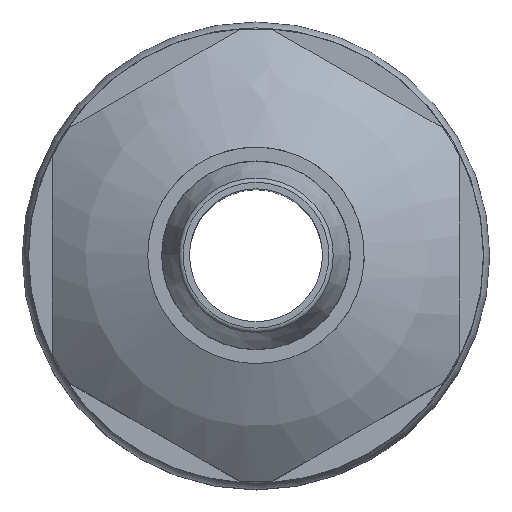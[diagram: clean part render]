
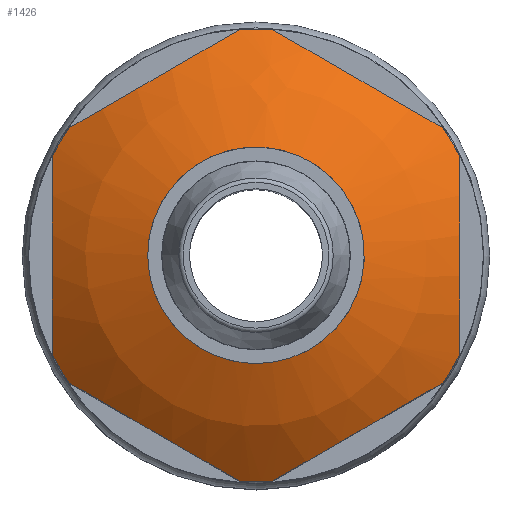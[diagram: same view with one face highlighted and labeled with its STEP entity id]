
A CAD part, top view. The second image highlights one B-rep face of the part: STEP entity #1426.
In plain terms, the highlighted spherical face has radius 15.8 mm.
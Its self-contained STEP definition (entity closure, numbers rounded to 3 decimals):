
#18=SPHERICAL_SURFACE('',#1611,15.8);
#299=CIRCLE('',#1612,5.05);
#300=CIRCLE('',#1613,10.55);
#301=CIRCLE('',#1614,12.625);
#302=CIRCLE('',#1615,10.55);
#303=CIRCLE('',#1616,12.625);
#304=CIRCLE('',#1617,10.55);
#305=CIRCLE('',#1618,12.625);
#306=CIRCLE('',#1619,10.55);
#307=CIRCLE('',#1620,12.625);
#308=CIRCLE('',#1621,10.55);
#309=CIRCLE('',#1622,12.625);
#310=CIRCLE('',#1623,10.55);
#311=CIRCLE('',#1624,12.625);
#586=ORIENTED_EDGE('',*,*,#845,.T.);
#587=ORIENTED_EDGE('',*,*,#846,.F.);
#588=ORIENTED_EDGE('',*,*,#847,.T.);
#589=ORIENTED_EDGE('',*,*,#848,.F.);
#590=ORIENTED_EDGE('',*,*,#849,.T.);
#591=ORIENTED_EDGE('',*,*,#850,.F.);
#592=ORIENTED_EDGE('',*,*,#851,.T.);
#593=ORIENTED_EDGE('',*,*,#852,.F.);
#594=ORIENTED_EDGE('',*,*,#853,.T.);
#595=ORIENTED_EDGE('',*,*,#854,.F.);
#596=ORIENTED_EDGE('',*,*,#855,.T.);
#597=ORIENTED_EDGE('',*,*,#856,.F.);
#598=ORIENTED_EDGE('',*,*,#857,.T.);
#845=EDGE_CURVE('',#1001,#1001,#299,.T.);
#846=EDGE_CURVE('',#1002,#1003,#300,.T.);
#847=EDGE_CURVE('',#1002,#1004,#301,.F.);
#848=EDGE_CURVE('',#1005,#1004,#302,.T.);
#849=EDGE_CURVE('',#1005,#1006,#303,.F.);
#850=EDGE_CURVE('',#1007,#1006,#304,.T.);
#851=EDGE_CURVE('',#1007,#1008,#305,.F.);
#852=EDGE_CURVE('',#1009,#1008,#306,.T.);
#853=EDGE_CURVE('',#1009,#1010,#307,.F.);
#854=EDGE_CURVE('',#1011,#1010,#308,.T.);
#855=EDGE_CURVE('',#1011,#1012,#309,.F.);
#856=EDGE_CURVE('',#1013,#1012,#310,.T.);
#857=EDGE_CURVE('',#1013,#1003,#311,.F.);
#1001=VERTEX_POINT('',#2473);
#1002=VERTEX_POINT('',#2475);
#1003=VERTEX_POINT('',#2476);
#1004=VERTEX_POINT('',#2478);
#1005=VERTEX_POINT('',#2480);
#1006=VERTEX_POINT('',#2482);
#1007=VERTEX_POINT('',#2484);
#1008=VERTEX_POINT('',#2486);
#1009=VERTEX_POINT('',#2488);
#1010=VERTEX_POINT('',#2490);
#1011=VERTEX_POINT('',#2492);
#1012=VERTEX_POINT('',#2494);
#1013=VERTEX_POINT('',#2496);
#1172=EDGE_LOOP('',(#586));
#1173=EDGE_LOOP('',(#587,#588,#589,#590,#591,#592,#593,#594,#595,#596,#597,
#598));
#1304=FACE_BOUND('',#1172,.T.);
#1305=FACE_BOUND('',#1173,.T.);
#1426=ADVANCED_FACE('',(#1304,#1305),#18,.T.);
#1611=AXIS2_PLACEMENT_3D('',#2471,#1963,#1964);
#1612=AXIS2_PLACEMENT_3D('',#2472,#1965,#1966);
#1613=AXIS2_PLACEMENT_3D('',#2474,#1967,#1968);
#1614=AXIS2_PLACEMENT_3D('',#2477,#1969,#1970);
#1615=AXIS2_PLACEMENT_3D('',#2479,#1971,#1972);
#1616=AXIS2_PLACEMENT_3D('',#2481,#1973,#1974);
#1617=AXIS2_PLACEMENT_3D('',#2483,#1975,#1976);
#1618=AXIS2_PLACEMENT_3D('',#2485,#1977,#1978);
#1619=AXIS2_PLACEMENT_3D('',#2487,#1979,#1980);
#1620=AXIS2_PLACEMENT_3D('',#2489,#1981,#1982);
#1621=AXIS2_PLACEMENT_3D('',#2491,#1983,#1984);
#1622=AXIS2_PLACEMENT_3D('',#2493,#1985,#1986);
#1623=AXIS2_PLACEMENT_3D('',#2495,#1987,#1988);
#1624=AXIS2_PLACEMENT_3D('',#2497,#1989,#1990);
#1963=DIRECTION('',(0.,0.,-1.));
#1964=DIRECTION('',(0.,1.,0.));
#1965=DIRECTION('',(0.,0.,-1.));
#1966=DIRECTION('',(-1.,0.,0.));
#1967=DIRECTION('',(0.,0.,-1.));
#1968=DIRECTION('',(-1.,0.,0.));
#1969=DIRECTION('',(-1.,0.,0.));
#1970=DIRECTION('',(0.,0.,1.));
#1971=DIRECTION('',(0.,0.,-1.));
#1972=DIRECTION('',(-1.,0.,0.));
#1973=DIRECTION('',(-0.5,-0.866,0.));
#1974=DIRECTION('',(0.866,-0.5,0.));
#1975=DIRECTION('',(0.,0.,-1.));
#1976=DIRECTION('',(-1.,0.,0.));
#1977=DIRECTION('',(0.5,-0.866,0.));
#1978=DIRECTION('',(0.866,0.5,0.));
#1979=DIRECTION('',(0.,0.,-1.));
#1980=DIRECTION('',(-1.,0.,0.));
#1981=DIRECTION('',(1.,0.,0.));
#1982=DIRECTION('',(0.,0.,-1.));
#1983=DIRECTION('',(0.,0.,-1.));
#1984=DIRECTION('',(-1.,0.,0.));
#1985=DIRECTION('',(0.5,0.866,0.));
#1986=DIRECTION('',(-0.866,0.5,0.));
#1987=DIRECTION('',(0.,0.,-1.));
#1988=DIRECTION('',(-1.,0.,0.));
#1989=DIRECTION('',(-0.5,0.866,0.));
#1990=DIRECTION('',(-0.866,-0.5,0.));
#2471=CARTESIAN_POINT('',(0.,0.,9.529));
#2472=CARTESIAN_POINT('',(0.,0.,24.5));
#2473=CARTESIAN_POINT('',(-5.05,0.,24.5));
#2474=CARTESIAN_POINT('',(0.,0.,21.29));
#2475=CARTESIAN_POINT('',(-9.5,4.588,21.29));
#2476=CARTESIAN_POINT('',(-8.724,5.933,21.29));
#2477=CARTESIAN_POINT('',(-9.5,0.,9.529));
#2478=CARTESIAN_POINT('',(-9.5,-4.588,21.29));
#2479=CARTESIAN_POINT('',(0.,0.,21.29));
#2480=CARTESIAN_POINT('',(-8.724,-5.933,21.29));
#2481=CARTESIAN_POINT('',(-4.75,-8.227,9.529));
#2482=CARTESIAN_POINT('',(-0.776,-10.521,21.29));
#2483=CARTESIAN_POINT('',(0.,0.,21.29));
#2484=CARTESIAN_POINT('',(0.776,-10.521,21.29));
#2485=CARTESIAN_POINT('',(4.75,-8.227,9.529));
#2486=CARTESIAN_POINT('',(8.724,-5.933,21.29));
#2487=CARTESIAN_POINT('',(0.,0.,21.29));
#2488=CARTESIAN_POINT('',(9.5,-4.588,21.29));
#2489=CARTESIAN_POINT('',(9.5,0.,9.529));
#2490=CARTESIAN_POINT('',(9.5,4.588,21.29));
#2491=CARTESIAN_POINT('',(0.,0.,21.29));
#2492=CARTESIAN_POINT('',(8.724,5.933,21.29));
#2493=CARTESIAN_POINT('',(4.75,8.227,9.529));
#2494=CARTESIAN_POINT('',(0.776,10.521,21.29));
#2495=CARTESIAN_POINT('',(0.,0.,21.29));
#2496=CARTESIAN_POINT('',(-0.776,10.521,21.29));
#2497=CARTESIAN_POINT('',(-4.75,8.227,9.529));
